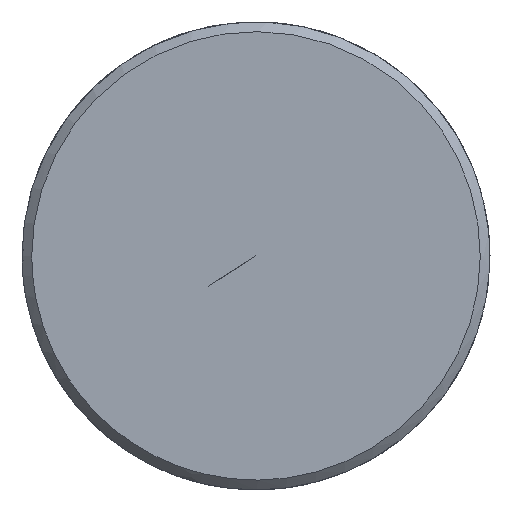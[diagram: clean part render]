
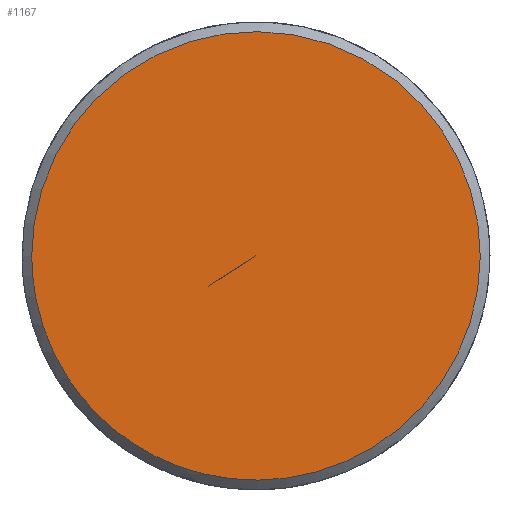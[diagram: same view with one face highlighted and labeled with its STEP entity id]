
A CAD part, left-side view. The second image highlights one B-rep face of the part: STEP entity #1167.
In plain terms, the highlighted free-form (B-spline) face has degree [5, 1] with [6, 2] control points.
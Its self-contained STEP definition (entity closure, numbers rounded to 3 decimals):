
#1095 = CARTESIAN_POINT ('', (-100., 5.75, 0.));
#1096 = VERTEX_POINT ('', #1095);
#1106 = CARTESIAN_POINT ('', (-100., 5.75, 0.));
#1107 = CARTESIAN_POINT ('', (-100., 5.75, 23.));
#1108 = CARTESIAN_POINT ('', (-100., -17.25, 11.5));
#1109 = CARTESIAN_POINT ('', (-100., -17.25, -11.5));
#1110 = CARTESIAN_POINT ('', (-100., 5.75, -23.));
#1111 = CARTESIAN_POINT ('', (-100., 5.75, 0.));
#1112 = (
   BOUNDED_CURVE ()
   B_SPLINE_CURVE (5, (#1106, #1107, #1108, #1109, #1110, #1111), .UNSPECIFIED., .T., .U.)
   B_SPLINE_CURVE_WITH_KNOTS ((6, 6), (0., 1.), .UNSPECIFIED.)
   CURVE ()
   GEOMETRIC_REPRESENTATION_ITEM ()
   RATIONAL_B_SPLINE_CURVE ((5., 1., 1., 1., 1., 5.))
   REPRESENTATION_ITEM ('')
);
#1113 = EDGE_CURVE ('', #1096, #1096, #1112, .T.);
#1143 = CARTESIAN_POINT ('', (-100., 0., 0.));
#1144 = VERTEX_POINT ('', #1143);
#1145 = CARTESIAN_POINT ('', (-100., 5.75, 0.));
#1146 = CARTESIAN_POINT ('', (-100., 0., 0.));
#1147 = B_SPLINE_CURVE_WITH_KNOTS ('', 1, (#1145, #1146), .UNSPECIFIED., .F., .U., (2, 2), (0., 1.), .UNSPECIFIED.);
#1148 = EDGE_CURVE ('', #1096, #1144, #1147, .T.);
#1149 = ORIENTED_EDGE ('', *, *, #1148, .F.);
#1150 = ORIENTED_EDGE ('', *, *, #1113, .T.);
#1151 = ORIENTED_EDGE ('', *, *, #1148, .T.);
#1152 = EDGE_LOOP ('', (#1149, #1150, #1151));
#1153 = FACE_OUTER_BOUND ('', #1152, .F.);
#1154 = CARTESIAN_POINT ('', (-100., 5.75, 0.));
#1155 = CARTESIAN_POINT ('', (-100., 0., 0.));
#1156 = CARTESIAN_POINT ('', (-100., 5.75, 23.));
#1157 = CARTESIAN_POINT ('', (-100., 0., 0.));
#1158 = CARTESIAN_POINT ('', (-100., -17.25, 11.5));
#1159 = CARTESIAN_POINT ('', (-100., 0., 0.));
#1160 = CARTESIAN_POINT ('', (-100., -17.25, -11.5));
#1161 = CARTESIAN_POINT ('', (-100., 0., 0.));
#1162 = CARTESIAN_POINT ('', (-100., 5.75, -23.));
#1163 = CARTESIAN_POINT ('', (-100., 0., 0.));
#1164 = CARTESIAN_POINT ('', (-100., 5.75, 0.));
#1165 = CARTESIAN_POINT ('', (-100., 0., 0.));
#1166 = (
   BOUNDED_SURFACE ()
   B_SPLINE_SURFACE (5, 1, ((#1154, #1155), (#1156, #1157), (#1158, #1159), (#1160, #1161), (#1162, #1163), (#1164, #1165)), .UNSPECIFIED., .T., .F., .U.)
   B_SPLINE_SURFACE_WITH_KNOTS ((6, 6), (2, 2), (0., 1.), (0., 1.), .UNSPECIFIED.)
   SURFACE ()
   GEOMETRIC_REPRESENTATION_ITEM ()
   RATIONAL_B_SPLINE_SURFACE (((5., 5.), (1., 1.), (1., 1.), (1., 1.), (1., 1.), (5., 5.)))
   REPRESENTATION_ITEM ('')
);
#1167 = ADVANCED_FACE ('', (#1153), #1166, .F.);
